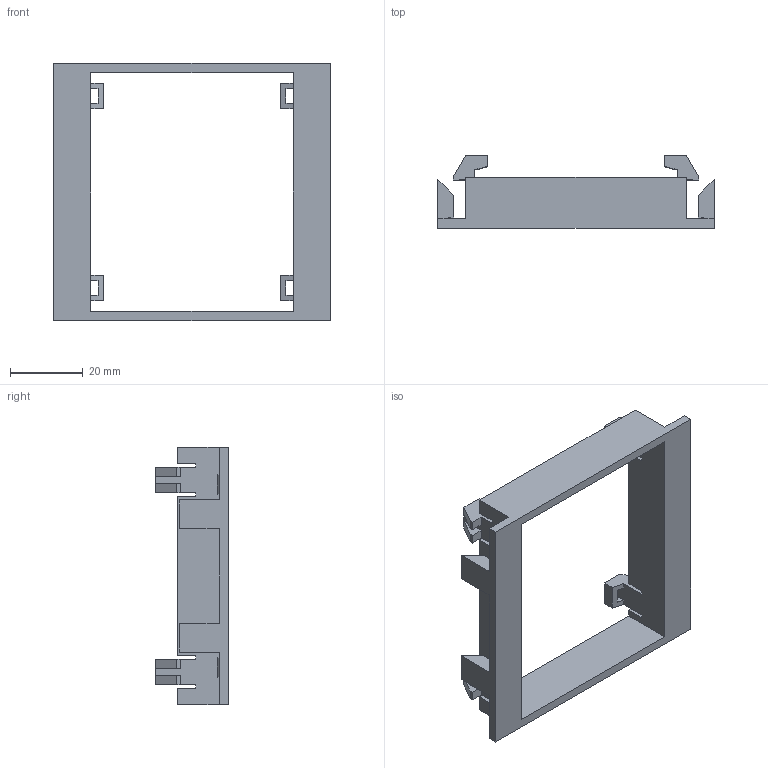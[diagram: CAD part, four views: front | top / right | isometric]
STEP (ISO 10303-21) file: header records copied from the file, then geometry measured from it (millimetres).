
FILE_DESCRIPTION (( 'STEP AP214' ), '1' );
FILE_NAME ('6288577.STEP', '2025-02-14T07:48:59', ( '' ), ( '' ), 'SwSTEP 2.0', 'SolidWorks 2024', '' );
FILE_SCHEMA (( 'AUTOMOTIVE_DESIGN' ));
Length unit declared in the file: millimetre
Products named in the file (1): 6288577
Bounding box: 76.25 x 20 x 70.9 mm (x, y, z)
Volume: 13632.8 mm3; surface area: 12821.8 mm2
Topology: 1 solids, 1 shells, 133 faces, 388 edges, 256 vertices
Faces by surface type: plane 133
Entity records: 4341 total; most frequent: CARTESIAN_POINT 778, ORIENTED_EDGE 776, DIRECTION 656, EDGE_CURVE 388, LINE 388, VECTOR 388, VERTEX_POINT 256, EDGE_LOOP 142
